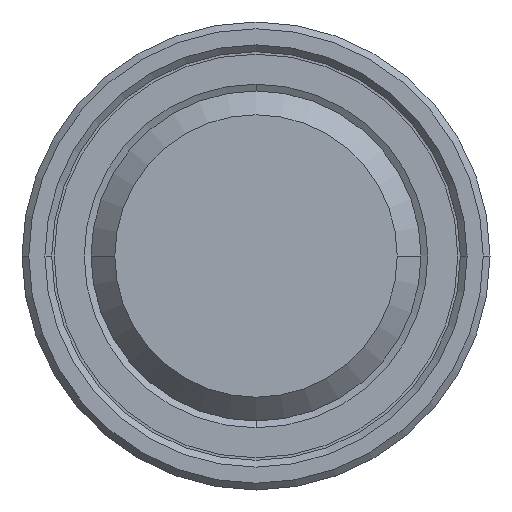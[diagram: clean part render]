
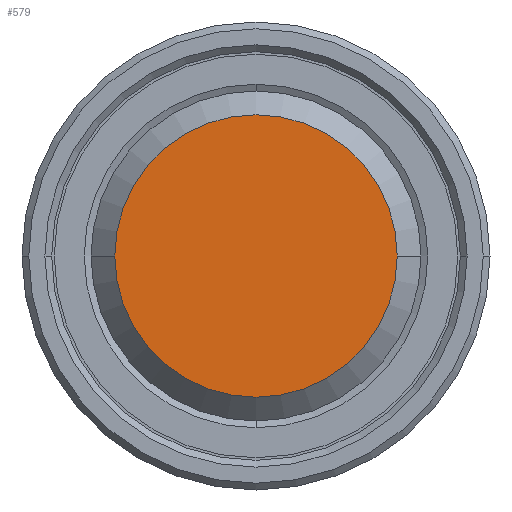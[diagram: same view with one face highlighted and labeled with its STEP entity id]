
A CAD part, left-side view. The second image highlights one B-rep face of the part: STEP entity #579.
In plain terms, the highlighted planar face has unit normal (-1, 0, 0).
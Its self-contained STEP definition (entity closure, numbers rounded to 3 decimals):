
#72=PLANE('',#1235);
#142=FACE_OUTER_BOUND('',#214,.F.);
#214=EDGE_LOOP('',(#444,#445));
#444=ORIENTED_EDGE('',*,*,#915,.F.);
#445=ORIENTED_EDGE('',*,*,#914,.F.);
#579=ADVANCED_FACE('',(#142),#72,.T.);
#822=CIRCLE('',#1185,4.165);
#823=CIRCLE('',#1186,4.165);
#914=EDGE_CURVE('',#996,#995,#822,.T.);
#915=EDGE_CURVE('',#995,#996,#823,.T.);
#995=VERTEX_POINT('',#1661);
#996=VERTEX_POINT('',#1662);
#1185=AXIS2_PLACEMENT_3D('',#1847,#1419,#1420);
#1186=AXIS2_PLACEMENT_3D('',#1848,#1421,#1422);
#1235=AXIS2_PLACEMENT_3D('',#1953,#1575,#1576);
#1419=DIRECTION('',(-1.,0.,0.));
#1420=DIRECTION('',(0.,1.,0.));
#1421=DIRECTION('',(-1.,0.,0.));
#1422=DIRECTION('',(0.,-1.,0.));
#1575=DIRECTION('',(-1.,0.,0.));
#1576=DIRECTION('',(0.,0.,1.));
#1661=CARTESIAN_POINT('',(-12.,-4.165,0.));
#1662=CARTESIAN_POINT('',(-12.,4.165,0.));
#1847=CARTESIAN_POINT('',(-12.,0.,0.));
#1848=CARTESIAN_POINT('',(-12.,0.,0.));
#1953=CARTESIAN_POINT('',(-12.,-4.581,-4.539));
